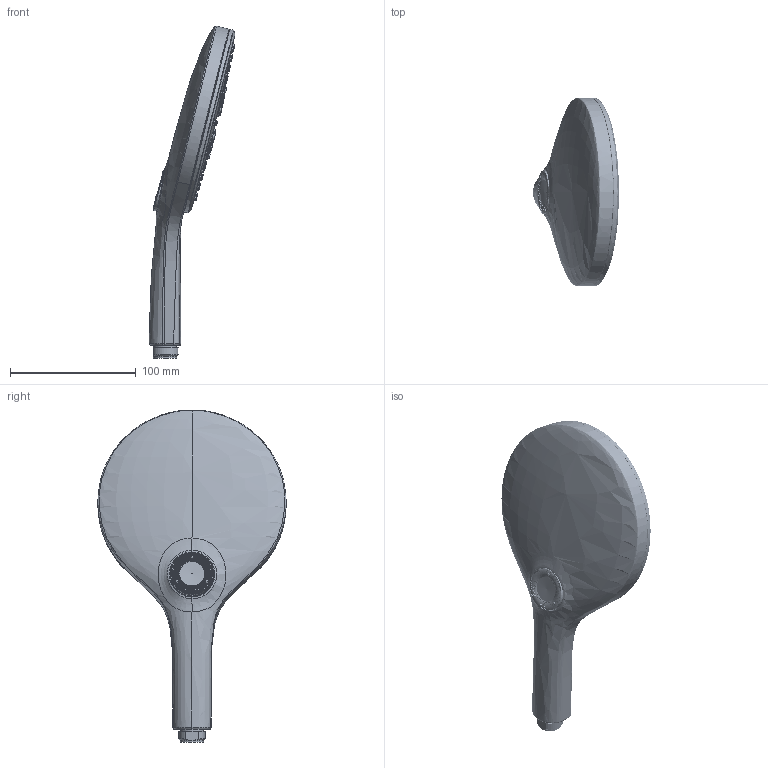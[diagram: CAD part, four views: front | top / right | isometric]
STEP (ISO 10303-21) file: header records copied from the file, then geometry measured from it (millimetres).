
FILE_DESCRIPTION(/* description */ ('Unknown'),/* implementation_level */ '2;1');
FILE_NAME(/* name */ '26553000',/* time_stamp */ '2022-09-08T09:48:47+02:00',/* author */ ('Unknown'),/* organization */ ('GROHE AG'),/* preprocessor_version */ 'ST-DEVELOPER v16.7',/* originating_system */ 'DEX',/* authorisation */ $);
FILE_SCHEMA (('AUTOMOTIVE_DESIGN {1 0 10303 214 3 1 1}'));
Length unit declared in the file: millimetre
Products named in the file (4): 26553000; id71; 150-nozzles-matt
Assembly tree (3 placements, depth 2):
  26553000
    26553000
    id71
    150-nozzles-matt
Bounding box: 68.34 x 149.98 x 264.4 mm (x, y, z)
Volume: 386061.5 mm3; surface area: 97079.2 mm2
Topology: 1 solids, 144 shells, 989 faces, 4193 edges, 3222 vertices
Faces by surface type: bspline 661, cylinder 167, sphere 99, plane 31, torus 23, cone 8
Full cylindrical faces by diameter (mm): 0.993 x3, 0.995 x10, 0.997 x6, 0.998 x12, 0.999 x2, 1 x28, 1.5 x8, 2 x2, 3.6 x76, 5 x8, 18.2 x1, 18.4 x1, 35 x1
Entity records: 86890 total; most frequent: CARTESIAN_POINT 63351, ORIENTED_EDGE 3984, EDGE_CURVE 2933, VERTEX_POINT 2671, EDGE_LOOP 2446, FACE_BOUND 2446, B_SPLINE_CURVE_WITH_KNOTS 2296, DIRECTION 1720
